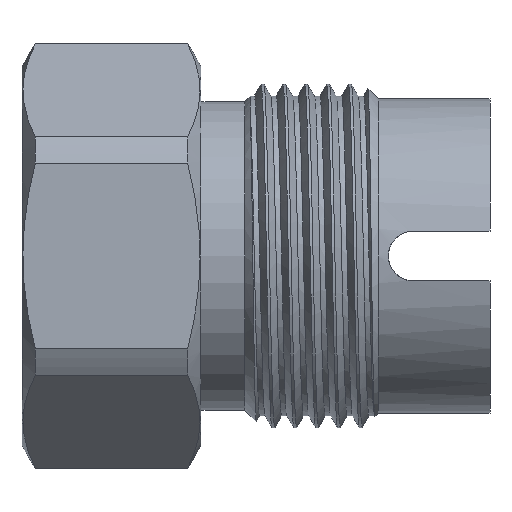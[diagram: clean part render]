
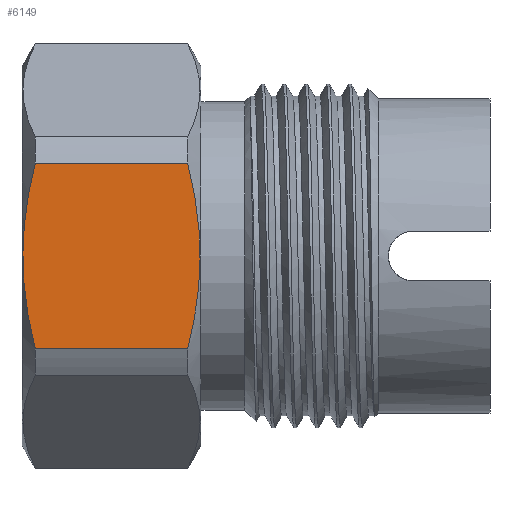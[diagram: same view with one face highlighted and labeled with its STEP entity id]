
A CAD part, front view. The second image highlights one B-rep face of the part: STEP entity #6149.
In plain terms, the highlighted planar face has unit normal (0, -1, 0).
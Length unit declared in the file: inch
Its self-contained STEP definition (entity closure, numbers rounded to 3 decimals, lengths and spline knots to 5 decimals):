
#836 = CARTESIAN_POINT ( 'NONE',  ( 0.0433, -0.625, 0.30397 ) ) ;
#873 = CARTESIAN_POINT ( 'NONE',  ( 0.01699, -0.625, -0.17815 ) ) ;
#1053 = CARTESIAN_POINT ( 'NONE',  ( 0., -0.625, -0.30397 ) ) ;
#1253 = EDGE_CURVE ( 'NONE', #4452, #12228, #8129, .T. ) ;
#1331 = AXIS2_PLACEMENT_3D ( 'NONE', #8187, #9261, #4323 ) ;
#1334 = CARTESIAN_POINT ( 'NONE',  ( 0.56435, -0.625, 0.20458 ) ) ;
#1363 = VERTEX_POINT ( 'NONE', #9703 ) ;
#1380 = CARTESIAN_POINT ( 'NONE',  ( 0.58121, -0.625, 0.0511 ) ) ;
#1751 = CARTESIAN_POINT ( 'NONE',  ( 0.03701, -0.625, -0.27904 ) ) ;
#1822 = CARTESIAN_POINT ( 'NONE',  ( 0.02127, -0.625, -0.20341 ) ) ;
#1824 = CARTESIAN_POINT ( 'NONE',  ( 0.56801, -0.625, -0.17815 ) ) ;
#2636 = EDGE_CURVE ( 'NONE', #6941, #4452, #11663, .T. ) ;
#2642 = CARTESIAN_POINT ( 'NONE',  ( 0., -0.625, 0.30397 ) ) ;
#2695 = CARTESIAN_POINT ( 'NONE',  ( 0.00741, -0.625, 0.10252 ) ) ;
#2779 = CARTESIAN_POINT ( 'NONE',  ( 0.57843, -0.625, -0.10218 ) ) ;
#3544 = PLANE ( 'NONE',  #1331 ) ;
#3994 = CARTESIAN_POINT ( 'NONE',  ( 0.54799, -0.625, -0.27904 ) ) ;
#4323 = DIRECTION ( 'NONE',  ( 0., 0., -1. ) ) ;
#4452 = VERTEX_POINT ( 'NONE', #11739 ) ;
#5048 = ORIENTED_EDGE ( 'NONE', *, *, #1253, .T. ) ;
#5083 = EDGE_LOOP ( 'NONE', ( #9294, #5048, #11957, #11826 ) ) ;
#5298 = VECTOR ( 'NONE', #6789, 39.37008 ) ;
#5530 = CARTESIAN_POINT ( 'NONE',  ( 0.03127, -0.625, -0.25384 ) ) ;
#5855 = CARTESIAN_POINT ( 'NONE',  ( 0.5417, -0.625, -0.30397 ) ) ;
#5946 = CARTESIAN_POINT ( 'NONE',  ( 0.58211, -0.625, -0.05129 ) ) ;
#5975 = VECTOR ( 'NONE', #11529, 39.37008 ) ;
#6039 = CARTESIAN_POINT ( 'NONE',  ( 0.5417, -0.625, 0.30397 ) ) ;
#6149 = ADVANCED_FACE ( 'NONE', ( #7598 ), #3544, .T. ) ;
#6450 = CARTESIAN_POINT ( 'NONE',  ( 0.00288, -0.625, 0.02545 ) ) ;
#6527 = CARTESIAN_POINT ( 'NONE',  ( 0.0433, -0.625, 0.30397 ) ) ;
#6609 = CARTESIAN_POINT ( 'NONE',  ( 0.01013, -0.625, 0.12828 ) ) ;
#6789 = DIRECTION ( 'NONE',  ( 1., 0., 0. ) ) ;
#6941 = VERTEX_POINT ( 'NONE', #836 ) ;
#6977 = EDGE_CURVE ( 'NONE', #12228, #1363, #10061, .T. ) ;
#7416 = CARTESIAN_POINT ( 'NONE',  ( 0.02065, -0.625, 0.20458 ) ) ;
#7499 = CARTESIAN_POINT ( 'NONE',  ( 0.55373, -0.625, -0.25384 ) ) ;
#7598 = FACE_OUTER_BOUND ( 'NONE', #5083, .T. ) ;
#7861 = CARTESIAN_POINT ( 'NONE',  ( 0.57759, -0.625, 0.10252 ) ) ;
#8129 = LINE ( 'NONE', #1053, #5298 ) ;
#8187 = CARTESIAN_POINT ( 'NONE',  ( 0., -0.625, 0.36084 ) ) ;
#8441 = CARTESIAN_POINT ( 'NONE',  ( 0.56373, -0.625, -0.20341 ) ) ;
#9261 = DIRECTION ( 'NONE',  ( 0., -1., 0. ) ) ;
#9294 = ORIENTED_EDGE ( 'NONE', *, *, #2636, .T. ) ;
#9475 = CARTESIAN_POINT ( 'NONE',  ( 0.00379, -0.625, 0.0511 ) ) ;
#9703 = CARTESIAN_POINT ( 'NONE',  ( 0.5417, -0.625, 0.30397 ) ) ;
#9821 = CARTESIAN_POINT ( 'NONE',  ( 0.57487, -0.625, 0.12828 ) ) ;
#9907 = CARTESIAN_POINT ( 'NONE',  ( 0.58212, -0.625, 0.02545 ) ) ;
#10061 = B_SPLINE_CURVE_WITH_KNOTS ( 'NONE', 3,
 ( #5855, #3994, #7499, #8441, #1824, #2779, #5946, #9907, #1380, #7861, #9821, #1334, #10884, #6039 ),
 .UNSPECIFIED., .F., .F.,
 ( 4, 2, 2, 2, 2, 2, 4 ),
 ( 0.01777, 0.01971, 0.02166, 0.02555, 0.02749, 0.02944, 0.03333 ),
 .UNSPECIFIED. ) ;
#10396 = CARTESIAN_POINT ( 'NONE',  ( 0.03083, -0.625, 0.25459 ) ) ;
#10884 = CARTESIAN_POINT ( 'NONE',  ( 0.55417, -0.625, 0.25459 ) ) ;
#11085 = LINE ( 'NONE', #2642, #5975 ) ;
#11262 = CARTESIAN_POINT ( 'NONE',  ( 0.00657, -0.625, -0.10218 ) ) ;
#11529 = DIRECTION ( 'NONE',  ( -1., 0., 0. ) ) ;
#11557 = EDGE_CURVE ( 'NONE', #1363, #6941, #11085, .T. ) ;
#11663 = B_SPLINE_CURVE_WITH_KNOTS ( 'NONE', 3,
 ( #6527, #10396, #7416, #6609, #2695, #9475, #6450, #12280, #11262, #873, #1822, #5530, #1751, #12203 ),
 .UNSPECIFIED., .F., .F.,
 ( 4, 2, 2, 2, 2, 2, 4 ),
 ( 0.00829, 0.01217, 0.01411, 0.01605, 0.01993, 0.02187, 0.02381 ),
 .UNSPECIFIED. ) ;
#11739 = CARTESIAN_POINT ( 'NONE',  ( 0.0433, -0.625, -0.30397 ) ) ;
#11763 = CARTESIAN_POINT ( 'NONE',  ( 0.5417, -0.625, -0.30397 ) ) ;
#11826 = ORIENTED_EDGE ( 'NONE', *, *, #11557, .T. ) ;
#11957 = ORIENTED_EDGE ( 'NONE', *, *, #6977, .T. ) ;
#12203 = CARTESIAN_POINT ( 'NONE',  ( 0.0433, -0.625, -0.30397 ) ) ;
#12228 = VERTEX_POINT ( 'NONE', #11763 ) ;
#12280 = CARTESIAN_POINT ( 'NONE',  ( 0.00289, -0.625, -0.05129 ) ) ;
